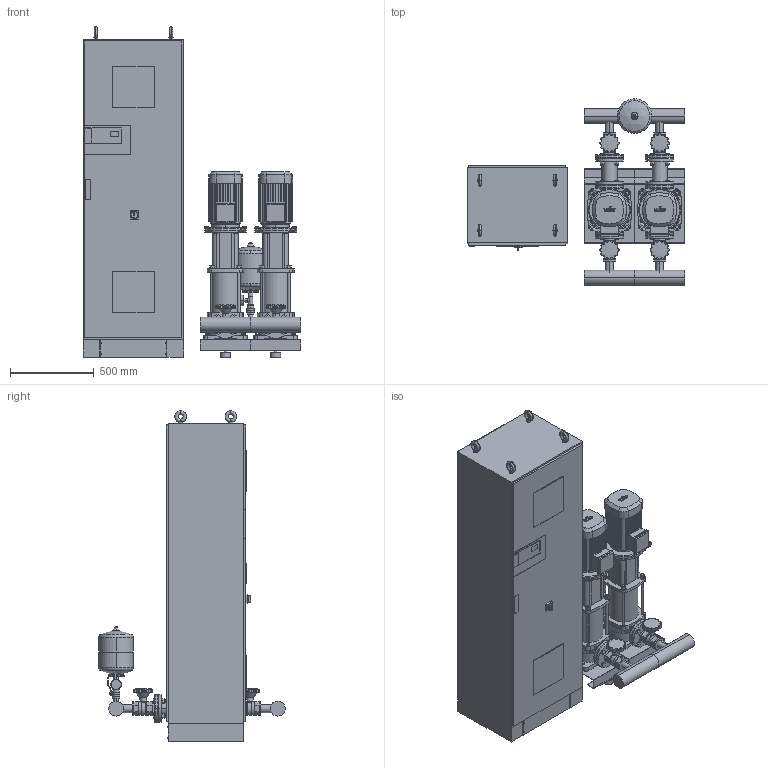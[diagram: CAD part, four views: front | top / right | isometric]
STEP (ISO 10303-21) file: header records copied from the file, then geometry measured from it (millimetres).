
FILE_DESCRIPTION((''),'2;1');
FILE_NAME('3d_SiBoostSmartFC2HELIXV2206-2540742.stp','2016-01-25T11:07:37',(''),(''),'Mechanical Desktop 2009','Mechanical Desktop 2009',', , ');
FILE_SCHEMA(('CONFIG_CONTROL_DESIGN'));
Length unit declared in the file: millimetre
Products named in the file (1): Product
Bounding box: 1300 x 1113.45 x 1975 mm (x, y, z)
Volume: 626213370.7 mm3; surface area: 11710784.7 mm2
Topology: 125 solids, 125 shells, 3154 faces, 7752 edges, 5062 vertices
Faces by surface type: plane 1404, cylinder 998, bspline 474, cone 184, torus 84, sphere 10
Entity records: 98842 total; most frequent: CARTESIAN_POINT 23653, DIRECTION 15558, ORIENTED_EDGE 15496, EDGE_CURVE 7748, AXIS2_PLACEMENT_3D 5527, VERTEX_POINT 5052, VECTOR 4504, LINE 4504
